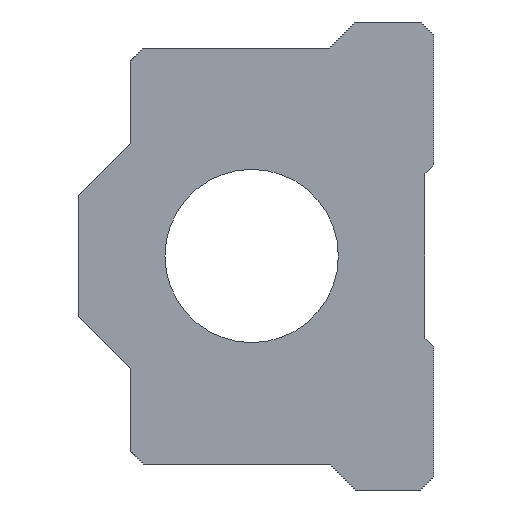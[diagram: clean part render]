
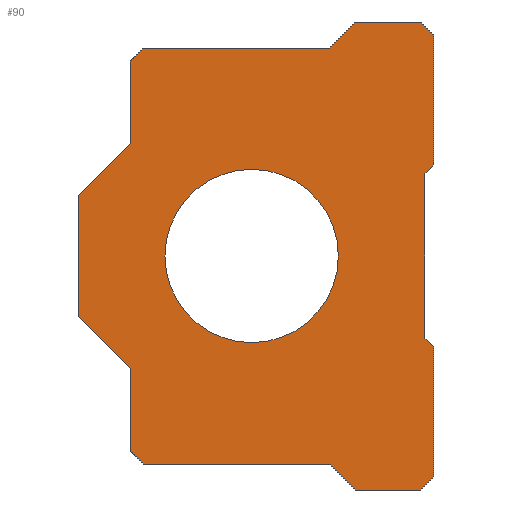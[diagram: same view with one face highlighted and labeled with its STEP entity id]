
A CAD part, left-side view. The second image highlights one B-rep face of the part: STEP entity #90.
In plain terms, the highlighted planar face has unit normal (-1, 0, 0).
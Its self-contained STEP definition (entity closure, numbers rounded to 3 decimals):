
#90 = ADVANCED_FACE( '', ( #160, #161 ), #162, .F. );
#160 = FACE_BOUND( '', #261, .T. );
#161 = FACE_OUTER_BOUND( '', #262, .T. );
#162 = PLANE( '', #263 );
#261 = EDGE_LOOP( '', ( #425 ) );
#262 = EDGE_LOOP( '', ( #426, #427, #428, #429, #430, #431, #432, #433, #434, #435, #436, #437, #438, #439, #440, #441, #442, #443, #444, #445 ) );
#263 = AXIS2_PLACEMENT_3D( '', #446, #447, #448 );
#425 = ORIENTED_EDGE( '', *, *, #634, .T. );
#426 = ORIENTED_EDGE( '', *, *, #637, .F. );
#427 = ORIENTED_EDGE( '', *, *, #664, .F. );
#428 = ORIENTED_EDGE( '', *, *, #665, .F. );
#429 = ORIENTED_EDGE( '', *, *, #666, .F. );
#430 = ORIENTED_EDGE( '', *, *, #667, .F. );
#431 = ORIENTED_EDGE( '', *, *, #668, .F. );
#432 = ORIENTED_EDGE( '', *, *, #623, .F. );
#433 = ORIENTED_EDGE( '', *, *, #669, .F. );
#434 = ORIENTED_EDGE( '', *, *, #670, .F. );
#435 = ORIENTED_EDGE( '', *, *, #671, .F. );
#436 = ORIENTED_EDGE( '', *, *, #672, .F. );
#437 = ORIENTED_EDGE( '', *, *, #673, .F. );
#438 = ORIENTED_EDGE( '', *, *, #674, .F. );
#439 = ORIENTED_EDGE( '', *, *, #675, .F. );
#440 = ORIENTED_EDGE( '', *, *, #619, .F. );
#441 = ORIENTED_EDGE( '', *, *, #676, .F. );
#442 = ORIENTED_EDGE( '', *, *, #677, .F. );
#443 = ORIENTED_EDGE( '', *, *, #678, .F. );
#444 = ORIENTED_EDGE( '', *, *, #629, .F. );
#445 = ORIENTED_EDGE( '', *, *, #679, .F. );
#446 = CARTESIAN_POINT( '', ( 0., 0., 0. ) );
#447 = DIRECTION( '', ( 1., 0., 0. ) );
#448 = DIRECTION( '', ( 0., 0., -1. ) );
#619 = EDGE_CURVE( '', #714, #715, #716, .T. );
#623 = EDGE_CURVE( '', #722, #723, #724, .T. );
#629 = EDGE_CURVE( '', #734, #735, #736, .T. );
#634 = EDGE_CURVE( '', #744, #744, #745, .T. );
#637 = EDGE_CURVE( '', #749, #751, #752, .T. );
#664 = EDGE_CURVE( '', #800, #749, #801, .T. );
#665 = EDGE_CURVE( '', #802, #800, #803, .T. );
#666 = EDGE_CURVE( '', #804, #802, #805, .T. );
#667 = EDGE_CURVE( '', #806, #804, #807, .T. );
#668 = EDGE_CURVE( '', #723, #806, #808, .T. );
#669 = EDGE_CURVE( '', #809, #722, #810, .T. );
#670 = EDGE_CURVE( '', #811, #809, #812, .T. );
#671 = EDGE_CURVE( '', #813, #811, #814, .T. );
#672 = EDGE_CURVE( '', #815, #813, #816, .T. );
#673 = EDGE_CURVE( '', #817, #815, #818, .T. );
#674 = EDGE_CURVE( '', #819, #817, #820, .T. );
#675 = EDGE_CURVE( '', #715, #819, #821, .T. );
#676 = EDGE_CURVE( '', #822, #714, #823, .T. );
#677 = EDGE_CURVE( '', #824, #822, #825, .T. );
#678 = EDGE_CURVE( '', #735, #824, #826, .T. );
#679 = EDGE_CURVE( '', #751, #734, #827, .T. );
#714 = VERTEX_POINT( '', #870 );
#715 = VERTEX_POINT( '', #871 );
#716 = LINE( '', #872, #873 );
#722 = VERTEX_POINT( '', #882 );
#723 = VERTEX_POINT( '', #883 );
#724 = LINE( '', #884, #885 );
#734 = VERTEX_POINT( '', #898 );
#735 = VERTEX_POINT( '', #899 );
#736 = LINE( '', #900, #901 );
#744 = VERTEX_POINT( '', #912 );
#745 = CIRCLE( '', #913, 10. );
#749 = VERTEX_POINT( '', #918 );
#751 = VERTEX_POINT( '', #921 );
#752 = LINE( '', #922, #923 );
#800 = VERTEX_POINT( '', #988 );
#801 = LINE( '', #989, #990 );
#802 = VERTEX_POINT( '', #991 );
#803 = LINE( '', #992, #993 );
#804 = VERTEX_POINT( '', #994 );
#805 = LINE( '', #995, #996 );
#806 = VERTEX_POINT( '', #997 );
#807 = LINE( '', #998, #999 );
#808 = LINE( '', #1000, #1001 );
#809 = VERTEX_POINT( '', #1002 );
#810 = LINE( '', #1003, #1004 );
#811 = VERTEX_POINT( '', #1005 );
#812 = LINE( '', #1006, #1007 );
#813 = VERTEX_POINT( '', #1008 );
#814 = LINE( '', #1009, #1010 );
#815 = VERTEX_POINT( '', #1011 );
#816 = LINE( '', #1012, #1013 );
#817 = VERTEX_POINT( '', #1014 );
#818 = LINE( '', #1015, #1016 );
#819 = VERTEX_POINT( '', #1017 );
#820 = LINE( '', #1018, #1019 );
#821 = LINE( '', #1020, #1021 );
#822 = VERTEX_POINT( '', #1022 );
#823 = LINE( '', #1023, #1024 );
#824 = VERTEX_POINT( '', #1025 );
#825 = LINE( '', #1026, #1027 );
#826 = LINE( '', #1028, #1029 );
#827 = LINE( '', #1030, #1031 );
#870 = CARTESIAN_POINT( '', ( 0., 0., -10.5 ) );
#871 = CARTESIAN_POINT( '', ( 0., 0., -25.5 ) );
#872 = CARTESIAN_POINT( '', ( 0., 0., 27. ) );
#873 = VECTOR( '', #1095, 1000. );
#882 = CARTESIAN_POINT( '', ( 0., 41., -7. ) );
#883 = CARTESIAN_POINT( '', ( 0., 41., 7. ) );
#884 = CARTESIAN_POINT( '', ( 0., 41., -27. ) );
#885 = VECTOR( '', #1099, 1000. );
#898 = CARTESIAN_POINT( '', ( 0., 0., 25.5 ) );
#899 = CARTESIAN_POINT( '', ( 0., 0., 10.5 ) );
#900 = CARTESIAN_POINT( '', ( 0., 0., 27. ) );
#901 = VECTOR( '', #1109, 1000. );
#912 = CARTESIAN_POINT( '', ( 0., 21., -10. ) );
#913 = AXIS2_PLACEMENT_3D( '', #1116, #1117, #1118 );
#918 = CARTESIAN_POINT( '', ( 0., 9., 27. ) );
#921 = CARTESIAN_POINT( '', ( 0., 1.5, 27. ) );
#922 = CARTESIAN_POINT( '', ( 0., 41., 27. ) );
#923 = VECTOR( '', #1121, 1000. );
#988 = CARTESIAN_POINT( '', ( 0., 12., 24. ) );
#989 = CARTESIAN_POINT( '', ( 0., 12., 24. ) );
#990 = VECTOR( '', #1166, 1000. );
#991 = CARTESIAN_POINT( '', ( 0., 33.5, 24. ) );
#992 = CARTESIAN_POINT( '', ( 0., 33.5, 24. ) );
#993 = VECTOR( '', #1167, 1000. );
#994 = CARTESIAN_POINT( '', ( 0., 35., 22.5 ) );
#995 = CARTESIAN_POINT( '', ( 0., 35., 22.5 ) );
#996 = VECTOR( '', #1168, 1000. );
#997 = CARTESIAN_POINT( '', ( 0., 35., 13. ) );
#998 = CARTESIAN_POINT( '', ( 0., 35., 13. ) );
#999 = VECTOR( '', #1169, 1000. );
#1000 = CARTESIAN_POINT( '', ( 0., 41., 7. ) );
#1001 = VECTOR( '', #1170, 1000. );
#1002 = CARTESIAN_POINT( '', ( 0., 35., -13. ) );
#1003 = CARTESIAN_POINT( '', ( 0., 35., -13. ) );
#1004 = VECTOR( '', #1171, 1000. );
#1005 = CARTESIAN_POINT( '', ( 0., 35., -22.5 ) );
#1006 = CARTESIAN_POINT( '', ( 0., 35., -22.5 ) );
#1007 = VECTOR( '', #1172, 1000. );
#1008 = CARTESIAN_POINT( '', ( 0., 33.5, -24. ) );
#1009 = CARTESIAN_POINT( '', ( 0., 33.5, -24. ) );
#1010 = VECTOR( '', #1173, 1000. );
#1011 = CARTESIAN_POINT( '', ( 0., 12., -24. ) );
#1012 = CARTESIAN_POINT( '', ( 0., 12., -24. ) );
#1013 = VECTOR( '', #1174, 1000. );
#1014 = CARTESIAN_POINT( '', ( 0., 9., -27. ) );
#1015 = CARTESIAN_POINT( '', ( 0., 9., -27. ) );
#1016 = VECTOR( '', #1175, 1000. );
#1017 = CARTESIAN_POINT( '', ( 0., 1.5, -27. ) );
#1018 = CARTESIAN_POINT( '', ( 0., 0., -27. ) );
#1019 = VECTOR( '', #1176, 1000. );
#1020 = CARTESIAN_POINT( '', ( 0., 0., -25.5 ) );
#1021 = VECTOR( '', #1177, 1000. );
#1022 = CARTESIAN_POINT( '', ( 0., 1., -9.5 ) );
#1023 = CARTESIAN_POINT( '', ( 0., 1., -9.5 ) );
#1024 = VECTOR( '', #1178, 1000. );
#1025 = CARTESIAN_POINT( '', ( 0., 1., 9.5 ) );
#1026 = CARTESIAN_POINT( '', ( 0., 1., 9.5 ) );
#1027 = VECTOR( '', #1179, 1000. );
#1028 = CARTESIAN_POINT( '', ( 0., 0., 10.5 ) );
#1029 = VECTOR( '', #1180, 1000. );
#1030 = CARTESIAN_POINT( '', ( 0., 1.5, 27. ) );
#1031 = VECTOR( '', #1181, 1000. );
#1095 = DIRECTION( '', ( 0., 0., -1. ) );
#1099 = DIRECTION( '', ( 0., 0., 1. ) );
#1109 = DIRECTION( '', ( 0., 0., -1. ) );
#1116 = CARTESIAN_POINT( '', ( 0., 21., 0. ) );
#1117 = DIRECTION( '', ( 1., 0., 0. ) );
#1118 = DIRECTION( '', ( 0., 0., -1. ) );
#1121 = DIRECTION( '', ( 0., -1., 0. ) );
#1166 = DIRECTION( '', ( 0., -0.707, 0.707 ) );
#1167 = DIRECTION( '', ( 0., -1., 0. ) );
#1168 = DIRECTION( '', ( 0., -0.707, 0.707 ) );
#1169 = DIRECTION( '', ( 0., 0., 1. ) );
#1170 = DIRECTION( '', ( 0., -0.707, 0.707 ) );
#1171 = DIRECTION( '', ( 0., 0.707, 0.707 ) );
#1172 = DIRECTION( '', ( 0., 0., 1. ) );
#1173 = DIRECTION( '', ( 0., 0.707, 0.707 ) );
#1174 = DIRECTION( '', ( 0., 1., 0. ) );
#1175 = DIRECTION( '', ( 0., 0.707, 0.707 ) );
#1176 = DIRECTION( '', ( 0., 1., 0. ) );
#1177 = DIRECTION( '', ( 0., 0.707, -0.707 ) );
#1178 = DIRECTION( '', ( 0., -0.707, -0.707 ) );
#1179 = DIRECTION( '', ( 0., 0., -1. ) );
#1180 = DIRECTION( '', ( 0., 0.707, -0.707 ) );
#1181 = DIRECTION( '', ( 0., -0.707, -0.707 ) );
